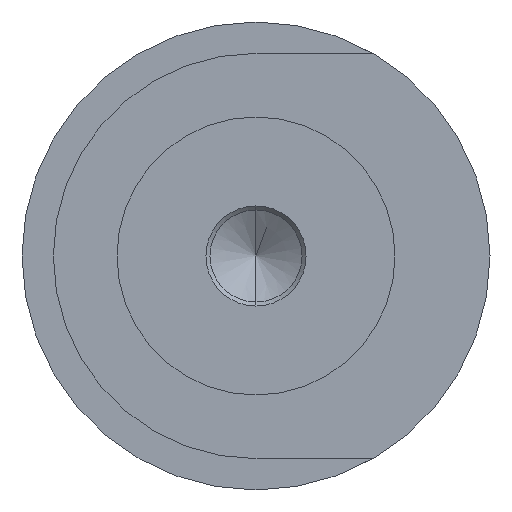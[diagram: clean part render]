
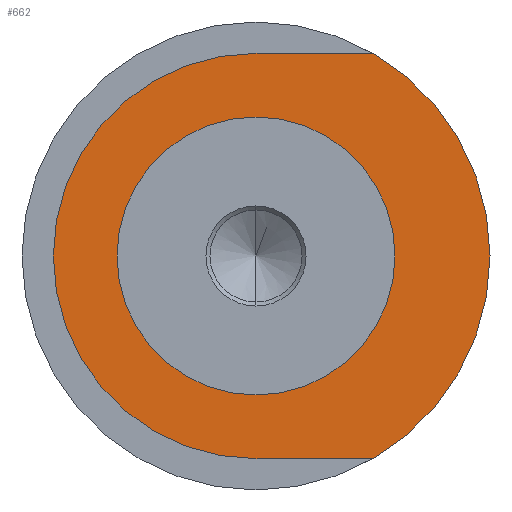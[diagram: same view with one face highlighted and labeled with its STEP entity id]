
A CAD part, left-side view. The second image highlights one B-rep face of the part: STEP entity #662.
In plain terms, the highlighted planar face has unit normal (-1, 0, 0).
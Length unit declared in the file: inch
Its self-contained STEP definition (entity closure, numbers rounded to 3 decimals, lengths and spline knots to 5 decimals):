
#6 = EDGE_CURVE ( 'NONE', #998, #448, #327, .T. ) ;
#16 = DIRECTION ( 'NONE',  ( 0., -1., 0. ) ) ;
#39 = EDGE_LOOP ( 'NONE', ( #708, #268 ) ) ;
#42 = EDGE_CURVE ( 'NONE', #448, #1042, #859, .T. ) ;
#45 = CARTESIAN_POINT ( 'NONE',  ( -2.6575, 0., 0. ) ) ;
#56 = DIRECTION ( 'NONE',  ( 1., 0., 0. ) ) ;
#79 = CARTESIAN_POINT ( 'NONE',  ( -2.6575, 0., 0.433 ) ) ;
#82 = CARTESIAN_POINT ( 'NONE',  ( -2.6575, 0.297, 0. ) ) ;
#86 = AXIS2_PLACEMENT_3D ( 'NONE', #530, #867, #201 ) ;
#110 = CARTESIAN_POINT ( 'NONE',  ( -2.6575, 0., 0. ) ) ;
#118 = ORIENTED_EDGE ( 'NONE', *, *, #183, .T. ) ;
#124 = DIRECTION ( 'NONE',  ( 0., -1., 0. ) ) ;
#127 = CARTESIAN_POINT ( 'NONE',  ( -2.6575, -0.25002, 0.433 ) ) ;
#133 = CIRCLE ( 'NONE', #312, 0.5 ) ;
#142 = LINE ( 'NONE', #346, #359 ) ;
#159 = ORIENTED_EDGE ( 'NONE', *, *, #171, .F. ) ;
#171 = EDGE_CURVE ( 'NONE', #982, #562, #941, .T. ) ;
#183 = EDGE_CURVE ( 'NONE', #998, #562, #142, .T. ) ;
#201 = DIRECTION ( 'NONE',  ( 0., -1., 0. ) ) ;
#265 = DIRECTION ( 'NONE',  ( 0., 1., 0. ) ) ;
#268 = ORIENTED_EDGE ( 'NONE', *, *, #1041, .F. ) ;
#281 = CIRCLE ( 'NONE', #86, 0.297 ) ;
#285 = DIRECTION ( 'NONE',  ( 1., 0., 0. ) ) ;
#292 = FACE_OUTER_BOUND ( 'NONE', #334, .T. ) ;
#297 = CARTESIAN_POINT ( 'NONE',  ( -2.6575, 0., 0.433 ) ) ;
#307 = DIRECTION ( 'NONE',  ( 0., 1., 0. ) ) ;
#312 = AXIS2_PLACEMENT_3D ( 'NONE', #110, #834, #265 ) ;
#327 = CIRCLE ( 'NONE', #406, 0.433 ) ;
#334 = EDGE_LOOP ( 'NONE', ( #118, #159, #944, #927, #1008 ) ) ;
#346 = CARTESIAN_POINT ( 'NONE',  ( -2.6575, 0., -0.433 ) ) ;
#359 = VECTOR ( 'NONE', #16, 39.37008 ) ;
#366 = VERTEX_POINT ( 'NONE', #82 ) ;
#401 = FACE_BOUND ( 'NONE', #39, .T. ) ;
#406 = AXIS2_PLACEMENT_3D ( 'NONE', #774, #285, #452 ) ;
#425 = CARTESIAN_POINT ( 'NONE',  ( -2.6575, -0.25002, -0.433 ) ) ;
#448 = VERTEX_POINT ( 'NONE', #79 ) ;
#452 = DIRECTION ( 'NONE',  ( 0., 1., 0. ) ) ;
#455 = EDGE_CURVE ( 'NONE', #366, #920, #739, .T. ) ;
#472 = AXIS2_PLACEMENT_3D ( 'NONE', #881, #56, #307 ) ;
#511 = EDGE_CURVE ( 'NONE', #1042, #982, #133, .T. ) ;
#518 = CARTESIAN_POINT ( 'NONE',  ( -2.6575, -0.5, 0. ) ) ;
#530 = CARTESIAN_POINT ( 'NONE',  ( -2.6575, 0., 0. ) ) ;
#562 = VERTEX_POINT ( 'NONE', #425 ) ;
#619 = DIRECTION ( 'NONE',  ( 1., 0., 0. ) ) ;
#631 = VECTOR ( 'NONE', #124, 39.37008 ) ;
#662 = ADVANCED_FACE ( 'NONE', ( #401, #292 ), #955, .F. ) ;
#686 = CARTESIAN_POINT ( 'NONE',  ( -2.6575, -0.297, 0. ) ) ;
#690 = CARTESIAN_POINT ( 'NONE',  ( -2.6575, 0., -0.433 ) ) ;
#708 = ORIENTED_EDGE ( 'NONE', *, *, #455, .F. ) ;
#735 = DIRECTION ( 'NONE',  ( -1., 0., 0. ) ) ;
#736 = AXIS2_PLACEMENT_3D ( 'NONE', #45, #619, #814 ) ;
#739 = CIRCLE ( 'NONE', #876, 0.297 ) ;
#774 = CARTESIAN_POINT ( 'NONE',  ( -2.6575, 0., 0. ) ) ;
#814 = DIRECTION ( 'NONE',  ( 0., 1., 0. ) ) ;
#834 = DIRECTION ( 'NONE',  ( 1., 0., 0. ) ) ;
#859 = LINE ( 'NONE', #297, #631 ) ;
#867 = DIRECTION ( 'NONE',  ( -1., 0., 0. ) ) ;
#876 = AXIS2_PLACEMENT_3D ( 'NONE', #981, #735, #1061 ) ;
#881 = CARTESIAN_POINT ( 'NONE',  ( -2.6575, 0., 0. ) ) ;
#920 = VERTEX_POINT ( 'NONE', #686 ) ;
#927 = ORIENTED_EDGE ( 'NONE', *, *, #42, .F. ) ;
#941 = CIRCLE ( 'NONE', #472, 0.5 ) ;
#944 = ORIENTED_EDGE ( 'NONE', *, *, #511, .F. ) ;
#955 = PLANE ( 'NONE',  #736 ) ;
#981 = CARTESIAN_POINT ( 'NONE',  ( -2.6575, 0., 0. ) ) ;
#982 = VERTEX_POINT ( 'NONE', #518 ) ;
#998 = VERTEX_POINT ( 'NONE', #690 ) ;
#1008 = ORIENTED_EDGE ( 'NONE', *, *, #6, .F. ) ;
#1041 = EDGE_CURVE ( 'NONE', #920, #366, #281, .T. ) ;
#1042 = VERTEX_POINT ( 'NONE', #127 ) ;
#1061 = DIRECTION ( 'NONE',  ( 0., -1., 0. ) ) ;
